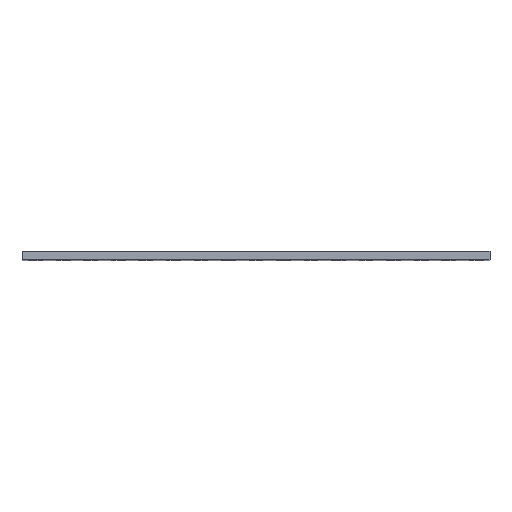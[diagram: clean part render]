
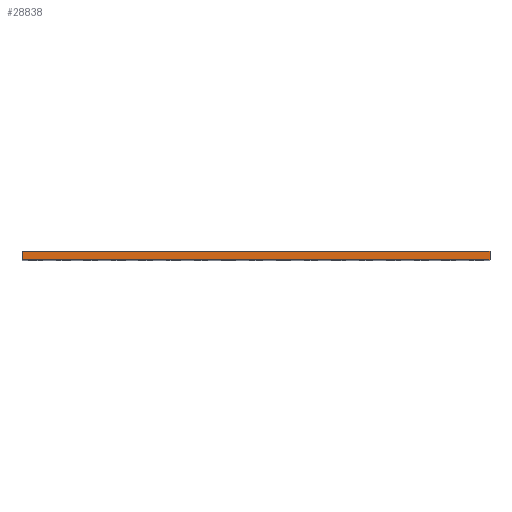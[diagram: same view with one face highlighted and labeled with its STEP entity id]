
A CAD part, top view. The second image highlights one B-rep face of the part: STEP entity #28838.
In plain terms, the highlighted planar face has unit normal (0, 0, 1).
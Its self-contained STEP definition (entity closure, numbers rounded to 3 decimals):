
#299 = ORIENTED_EDGE ( 'NONE', *, *, #12236, .F. ) ;
#1959 = DIRECTION ( 'NONE',  ( 0., -1., 0. ) ) ;
#3076 = LINE ( 'NONE', #32045, #32241 ) ;
#3362 = CARTESIAN_POINT ( 'NONE',  ( 132., 0., 228. ) ) ;
#5617 = CARTESIAN_POINT ( 'NONE',  ( 132., 2.5, 228. ) ) ;
#6172 = DIRECTION ( 'NONE',  ( -1., 0., 0. ) ) ;
#6513 = VERTEX_POINT ( 'NONE', #5617 ) ;
#7188 = VECTOR ( 'NONE', #1959, 1000. ) ;
#7327 = CARTESIAN_POINT ( 'NONE',  ( 100., 0., 228. ) ) ;
#8602 = CARTESIAN_POINT ( 'NONE',  ( 132., 2.5, 228. ) ) ;
#8860 = EDGE_CURVE ( 'NONE', #28725, #34222, #27394, .T. ) ;
#9242 = EDGE_CURVE ( 'NONE', #30269, #6513, #3076, .T. ) ;
#10461 = ORIENTED_EDGE ( 'NONE', *, *, #9242, .F. ) ;
#11660 = VECTOR ( 'NONE', #23202, 1000. ) ;
#12236 = EDGE_CURVE ( 'NONE', #6513, #34222, #29413, .T. ) ;
#13689 = CARTESIAN_POINT ( 'NONE',  ( -4., 0., 228. ) ) ;
#15552 = LINE ( 'NONE', #29875, #7188 ) ;
#16378 = EDGE_CURVE ( 'NONE', #30269, #28725, #15552, .T. ) ;
#18376 = AXIS2_PLACEMENT_3D ( 'NONE', #22856, #34110, #6172 ) ;
#22246 = ORIENTED_EDGE ( 'NONE', *, *, #8860, .T. ) ;
#22856 = CARTESIAN_POINT ( 'NONE',  ( 100., 2.5, 228. ) ) ;
#23202 = DIRECTION ( 'NONE',  ( 0., -1., 0. ) ) ;
#23654 = DIRECTION ( 'NONE',  ( 1., 0., 0. ) ) ;
#26423 = FACE_OUTER_BOUND ( 'NONE', #27777, .T. ) ;
#27394 = LINE ( 'NONE', #7327, #30441 ) ;
#27777 = EDGE_LOOP ( 'NONE', ( #22246, #299, #10461, #35292 ) ) ;
#28725 = VERTEX_POINT ( 'NONE', #13689 ) ;
#28838 = ADVANCED_FACE ( 'NONE', ( #26423 ), #31518, .F. ) ;
#29413 = LINE ( 'NONE', #8602, #11660 ) ;
#29875 = CARTESIAN_POINT ( 'NONE',  ( -4., 2.5, 228. ) ) ;
#30269 = VERTEX_POINT ( 'NONE', #35585 ) ;
#30441 = VECTOR ( 'NONE', #32441, 1000. ) ;
#31518 = PLANE ( 'NONE',  #18376 ) ;
#32045 = CARTESIAN_POINT ( 'NONE',  ( 100., 2.5, 228. ) ) ;
#32241 = VECTOR ( 'NONE', #23654, 1000. ) ;
#32441 = DIRECTION ( 'NONE',  ( 1., 0., 0. ) ) ;
#34110 = DIRECTION ( 'NONE',  ( 0., 0., -1. ) ) ;
#34222 = VERTEX_POINT ( 'NONE', #3362 ) ;
#35292 = ORIENTED_EDGE ( 'NONE', *, *, #16378, .T. ) ;
#35585 = CARTESIAN_POINT ( 'NONE',  ( -4., 2.5, 228. ) ) ;
